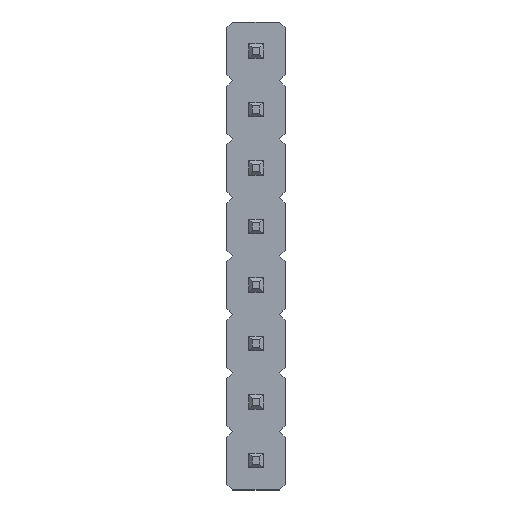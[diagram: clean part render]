
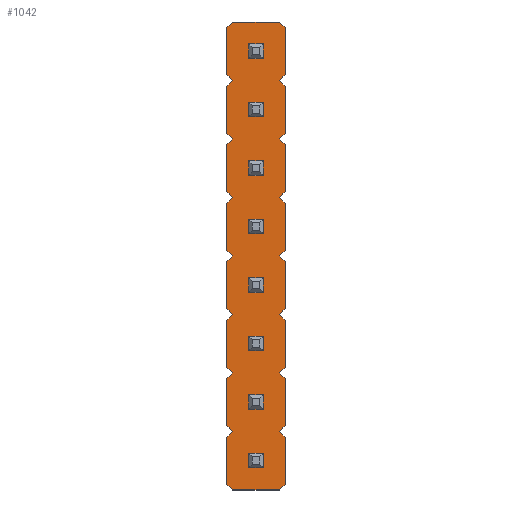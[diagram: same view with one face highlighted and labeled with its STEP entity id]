
A CAD part, top view. The second image highlights one B-rep face of the part: STEP entity #1042.
In plain terms, the highlighted planar face has unit normal (0, 0, 1).
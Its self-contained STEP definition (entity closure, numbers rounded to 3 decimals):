
#13=DIRECTION('',(0.,0.,1.));
#24=VERTEX_POINT('',#25);
#25=CARTESIAN_POINT('',(-0.8,1.,2.));
#28=ORIENTED_EDGE('',*,*,#29,.T.);
#29=EDGE_CURVE('',#24,#30,#32,.T.);
#30=VERTEX_POINT('',#31);
#31=CARTESIAN_POINT('',(-1.,0.8,2.));
#32=LINE('',#25,#33);
#33=VECTOR('',#34,1.);
#34=DIRECTION('',(-0.707,-0.707,0.));
#45=DIRECTION('',(0.707,-0.707,0.));
#50=ORIENTED_EDGE('',*,*,#51,.T.);
#51=EDGE_CURVE('',#30,#52,#54,.T.);
#52=VERTEX_POINT('',#53);
#53=CARTESIAN_POINT('',(-1.,-0.8,2.));
#54=LINE('',#31,#55);
#55=VECTOR('',#56,1.);
#56=DIRECTION('',(0.,-1.,0.));
#67=DIRECTION('',(1.,0.,0.));
#72=ORIENTED_EDGE('',*,*,#73,.T.);
#73=EDGE_CURVE('',#52,#74,#76,.T.);
#74=VERTEX_POINT('',#75);
#75=CARTESIAN_POINT('',(-0.8,-1.,2.));
#76=LINE('',#53,#77);
#77=VECTOR('',#45,1.);
#88=DIRECTION('',(0.707,0.707,0.));
#93=ORIENTED_EDGE('',*,*,#94,.T.);
#94=EDGE_CURVE('',#74,#95,#97,.T.);
#95=VERTEX_POINT('',#96);
#96=CARTESIAN_POINT('',(-1.,-1.2,2.));
#97=LINE('',#75,#33);
#112=ORIENTED_EDGE('',*,*,#113,.T.);
#113=EDGE_CURVE('',#95,#114,#116,.T.);
#114=VERTEX_POINT('',#115);
#115=CARTESIAN_POINT('',(-1.,-2.8,2.));
#116=LINE('',#96,#55);
#131=ORIENTED_EDGE('',*,*,#132,.T.);
#132=EDGE_CURVE('',#114,#133,#135,.T.);
#133=VERTEX_POINT('',#134);
#134=CARTESIAN_POINT('',(-0.8,-3.,2.));
#135=LINE('',#115,#77);
#150=ORIENTED_EDGE('',*,*,#151,.T.);
#151=EDGE_CURVE('',#133,#152,#154,.T.);
#152=VERTEX_POINT('',#153);
#153=CARTESIAN_POINT('',(-1.,-3.2,2.));
#154=LINE('',#134,#33);
#169=ORIENTED_EDGE('',*,*,#170,.T.);
#170=EDGE_CURVE('',#152,#171,#173,.T.);
#171=VERTEX_POINT('',#172);
#172=CARTESIAN_POINT('',(-1.,-4.8,2.));
#173=LINE('',#153,#55);
#188=ORIENTED_EDGE('',*,*,#189,.T.);
#189=EDGE_CURVE('',#171,#190,#192,.T.);
#190=VERTEX_POINT('',#191);
#191=CARTESIAN_POINT('',(-0.8,-5.,2.));
#192=LINE('',#172,#77);
#207=ORIENTED_EDGE('',*,*,#208,.T.);
#208=EDGE_CURVE('',#190,#209,#211,.T.);
#209=VERTEX_POINT('',#210);
#210=CARTESIAN_POINT('',(-1.,-5.2,2.));
#211=LINE('',#191,#33);
#226=ORIENTED_EDGE('',*,*,#227,.T.);
#227=EDGE_CURVE('',#209,#228,#230,.T.);
#228=VERTEX_POINT('',#229);
#229=CARTESIAN_POINT('',(-1.,-6.8,2.));
#230=LINE('',#210,#55);
#245=ORIENTED_EDGE('',*,*,#246,.T.);
#246=EDGE_CURVE('',#228,#247,#249,.T.);
#247=VERTEX_POINT('',#248);
#248=CARTESIAN_POINT('',(-0.8,-7.,2.));
#249=LINE('',#229,#77);
#264=ORIENTED_EDGE('',*,*,#265,.T.);
#265=EDGE_CURVE('',#247,#266,#268,.T.);
#266=VERTEX_POINT('',#267);
#267=CARTESIAN_POINT('',(-1.,-7.2,2.));
#268=LINE('',#248,#33);
#283=ORIENTED_EDGE('',*,*,#284,.T.);
#284=EDGE_CURVE('',#266,#285,#287,.T.);
#285=VERTEX_POINT('',#286);
#286=CARTESIAN_POINT('',(-1.,-8.8,2.));
#287=LINE('',#267,#55);
#302=ORIENTED_EDGE('',*,*,#303,.T.);
#303=EDGE_CURVE('',#285,#304,#306,.T.);
#304=VERTEX_POINT('',#305);
#305=CARTESIAN_POINT('',(-0.8,-9.,2.));
#306=LINE('',#286,#77);
#321=ORIENTED_EDGE('',*,*,#322,.T.);
#322=EDGE_CURVE('',#304,#323,#325,.T.);
#323=VERTEX_POINT('',#324);
#324=CARTESIAN_POINT('',(-1.,-9.2,2.));
#325=LINE('',#305,#33);
#340=ORIENTED_EDGE('',*,*,#341,.T.);
#341=EDGE_CURVE('',#323,#342,#344,.T.);
#342=VERTEX_POINT('',#343);
#343=CARTESIAN_POINT('',(-1.,-10.8,2.));
#344=LINE('',#324,#55);
#359=ORIENTED_EDGE('',*,*,#360,.T.);
#360=EDGE_CURVE('',#342,#361,#363,.T.);
#361=VERTEX_POINT('',#362);
#362=CARTESIAN_POINT('',(-0.8,-11.,2.));
#363=LINE('',#343,#77);
#378=ORIENTED_EDGE('',*,*,#379,.T.);
#379=EDGE_CURVE('',#361,#380,#382,.T.);
#380=VERTEX_POINT('',#381);
#381=CARTESIAN_POINT('',(-1.,-11.2,2.));
#382=LINE('',#362,#33);
#397=ORIENTED_EDGE('',*,*,#398,.T.);
#398=EDGE_CURVE('',#380,#399,#401,.T.);
#399=VERTEX_POINT('',#400);
#400=CARTESIAN_POINT('',(-1.,-12.8,2.));
#401=LINE('',#381,#55);
#416=ORIENTED_EDGE('',*,*,#417,.T.);
#417=EDGE_CURVE('',#399,#418,#420,.T.);
#418=VERTEX_POINT('',#419);
#419=CARTESIAN_POINT('',(-0.8,-13.,2.));
#420=LINE('',#400,#77);
#435=ORIENTED_EDGE('',*,*,#436,.T.);
#436=EDGE_CURVE('',#418,#437,#439,.T.);
#437=VERTEX_POINT('',#438);
#438=CARTESIAN_POINT('',(-1.,-13.2,2.));
#439=LINE('',#419,#33);
#454=ORIENTED_EDGE('',*,*,#455,.T.);
#455=EDGE_CURVE('',#437,#456,#458,.T.);
#456=VERTEX_POINT('',#457);
#457=CARTESIAN_POINT('',(-1.,-14.8,2.));
#458=LINE('',#438,#55);
#473=ORIENTED_EDGE('',*,*,#474,.T.);
#474=EDGE_CURVE('',#456,#475,#477,.T.);
#475=VERTEX_POINT('',#476);
#476=CARTESIAN_POINT('',(-0.8,-15.,2.));
#477=LINE('',#457,#77);
#492=ORIENTED_EDGE('',*,*,#493,.T.);
#493=EDGE_CURVE('',#475,#494,#496,.T.);
#494=VERTEX_POINT('',#495);
#495=CARTESIAN_POINT('',(0.8,-15.,2.));
#496=LINE('',#476,#497);
#497=VECTOR('',#67,1.);
#508=DIRECTION('',(0.,1.,0.));
#513=ORIENTED_EDGE('',*,*,#514,.T.);
#514=EDGE_CURVE('',#494,#515,#517,.T.);
#515=VERTEX_POINT('',#516);
#516=CARTESIAN_POINT('',(1.,-14.8,2.));
#517=LINE('',#495,#518);
#518=VECTOR('',#88,1.);
#529=DIRECTION('',(-0.707,0.707,0.));
#534=ORIENTED_EDGE('',*,*,#535,.T.);
#535=EDGE_CURVE('',#515,#536,#538,.T.);
#536=VERTEX_POINT('',#537);
#537=CARTESIAN_POINT('',(1.,-13.2,2.));
#538=LINE('',#516,#539);
#539=VECTOR('',#508,1.);
#555=ORIENTED_EDGE('',*,*,#556,.T.);
#556=EDGE_CURVE('',#536,#557,#559,.T.);
#557=VERTEX_POINT('',#558);
#558=CARTESIAN_POINT('',(0.8,-13.,2.));
#559=LINE('',#537,#560);
#560=VECTOR('',#529,1.);
#575=ORIENTED_EDGE('',*,*,#576,.T.);
#576=EDGE_CURVE('',#557,#577,#579,.T.);
#577=VERTEX_POINT('',#578);
#578=CARTESIAN_POINT('',(1.,-12.8,2.));
#579=LINE('',#558,#518);
#594=ORIENTED_EDGE('',*,*,#595,.T.);
#595=EDGE_CURVE('',#577,#596,#598,.T.);
#596=VERTEX_POINT('',#597);
#597=CARTESIAN_POINT('',(1.,-11.2,2.));
#598=LINE('',#578,#539);
#613=ORIENTED_EDGE('',*,*,#614,.T.);
#614=EDGE_CURVE('',#596,#615,#617,.T.);
#615=VERTEX_POINT('',#616);
#616=CARTESIAN_POINT('',(0.8,-11.,2.));
#617=LINE('',#597,#560);
#632=ORIENTED_EDGE('',*,*,#633,.T.);
#633=EDGE_CURVE('',#615,#634,#636,.T.);
#634=VERTEX_POINT('',#635);
#635=CARTESIAN_POINT('',(1.,-10.8,2.));
#636=LINE('',#616,#518);
#651=ORIENTED_EDGE('',*,*,#652,.T.);
#652=EDGE_CURVE('',#634,#653,#655,.T.);
#653=VERTEX_POINT('',#654);
#654=CARTESIAN_POINT('',(1.,-9.2,2.));
#655=LINE('',#635,#539);
#670=ORIENTED_EDGE('',*,*,#671,.T.);
#671=EDGE_CURVE('',#653,#672,#674,.T.);
#672=VERTEX_POINT('',#673);
#673=CARTESIAN_POINT('',(0.8,-9.,2.));
#674=LINE('',#654,#560);
#689=ORIENTED_EDGE('',*,*,#690,.T.);
#690=EDGE_CURVE('',#672,#691,#693,.T.);
#691=VERTEX_POINT('',#692);
#692=CARTESIAN_POINT('',(1.,-8.8,2.));
#693=LINE('',#673,#518);
#708=ORIENTED_EDGE('',*,*,#709,.T.);
#709=EDGE_CURVE('',#691,#710,#712,.T.);
#710=VERTEX_POINT('',#711);
#711=CARTESIAN_POINT('',(1.,-7.2,2.));
#712=LINE('',#692,#539);
#727=ORIENTED_EDGE('',*,*,#728,.T.);
#728=EDGE_CURVE('',#710,#729,#731,.T.);
#729=VERTEX_POINT('',#730);
#730=CARTESIAN_POINT('',(0.8,-7.,2.));
#731=LINE('',#711,#560);
#746=ORIENTED_EDGE('',*,*,#747,.T.);
#747=EDGE_CURVE('',#729,#748,#750,.T.);
#748=VERTEX_POINT('',#749);
#749=CARTESIAN_POINT('',(1.,-6.8,2.));
#750=LINE('',#730,#518);
#765=ORIENTED_EDGE('',*,*,#766,.T.);
#766=EDGE_CURVE('',#748,#767,#769,.T.);
#767=VERTEX_POINT('',#768);
#768=CARTESIAN_POINT('',(1.,-5.2,2.));
#769=LINE('',#749,#539);
#784=ORIENTED_EDGE('',*,*,#785,.T.);
#785=EDGE_CURVE('',#767,#786,#788,.T.);
#786=VERTEX_POINT('',#787);
#787=CARTESIAN_POINT('',(0.8,-5.,2.));
#788=LINE('',#768,#560);
#803=ORIENTED_EDGE('',*,*,#804,.T.);
#804=EDGE_CURVE('',#786,#805,#807,.T.);
#805=VERTEX_POINT('',#806);
#806=CARTESIAN_POINT('',(1.,-4.8,2.));
#807=LINE('',#787,#518);
#822=ORIENTED_EDGE('',*,*,#823,.T.);
#823=EDGE_CURVE('',#805,#824,#826,.T.);
#824=VERTEX_POINT('',#825);
#825=CARTESIAN_POINT('',(1.,-3.2,2.));
#826=LINE('',#806,#539);
#841=ORIENTED_EDGE('',*,*,#842,.T.);
#842=EDGE_CURVE('',#824,#843,#845,.T.);
#843=VERTEX_POINT('',#844);
#844=CARTESIAN_POINT('',(0.8,-3.,2.));
#845=LINE('',#825,#560);
#860=ORIENTED_EDGE('',*,*,#861,.T.);
#861=EDGE_CURVE('',#843,#862,#864,.T.);
#862=VERTEX_POINT('',#863);
#863=CARTESIAN_POINT('',(1.,-2.8,2.));
#864=LINE('',#844,#518);
#879=ORIENTED_EDGE('',*,*,#880,.T.);
#880=EDGE_CURVE('',#862,#881,#883,.T.);
#881=VERTEX_POINT('',#882);
#882=CARTESIAN_POINT('',(1.,-1.2,2.));
#883=LINE('',#863,#539);
#898=ORIENTED_EDGE('',*,*,#899,.T.);
#899=EDGE_CURVE('',#881,#900,#902,.T.);
#900=VERTEX_POINT('',#901);
#901=CARTESIAN_POINT('',(0.8,-1.,2.));
#902=LINE('',#882,#560);
#917=ORIENTED_EDGE('',*,*,#918,.T.);
#918=EDGE_CURVE('',#900,#919,#921,.T.);
#919=VERTEX_POINT('',#920);
#920=CARTESIAN_POINT('',(1.,-0.8,2.));
#921=LINE('',#901,#518);
#936=ORIENTED_EDGE('',*,*,#937,.T.);
#937=EDGE_CURVE('',#919,#938,#940,.T.);
#938=VERTEX_POINT('',#939);
#939=CARTESIAN_POINT('',(1.,0.8,2.));
#940=LINE('',#920,#539);
#955=ORIENTED_EDGE('',*,*,#956,.T.);
#956=EDGE_CURVE('',#938,#957,#959,.T.);
#957=VERTEX_POINT('',#958);
#958=CARTESIAN_POINT('',(0.8,1.,2.));
#959=LINE('',#939,#560);
#974=ORIENTED_EDGE('',*,*,#975,.T.);
#975=EDGE_CURVE('',#957,#24,#976,.T.);
#976=LINE('',#958,#977);
#977=VECTOR('',#978,1.);
#978=DIRECTION('',(-1.,0.,0.));
#1042=ADVANCED_FACE('',(#1043),#1045,.T.);
#1043=FACE_BOUND('',#1044,.T.);
#1044=EDGE_LOOP('',(#28,#50,#72,#93,#112,#131,#150,#169,#188,#207,#226,#245,#264,#283,#302,#321,#340,#359,#378,#397,#416,#435,#454,#473,#492,#513,#534,#555,#575,#594,#613,#632,#651,#670,#689,#708,#727,#746,#765,#784,#803,#822,#841,#860,#879,#898,#917,#936,#955,#974));
#1045=PLANE('',#1046);
#1046=AXIS2_PLACEMENT_3D('',#1047,#13,#67);
#1047=CARTESIAN_POINT('',(0.,-7.,2.));
